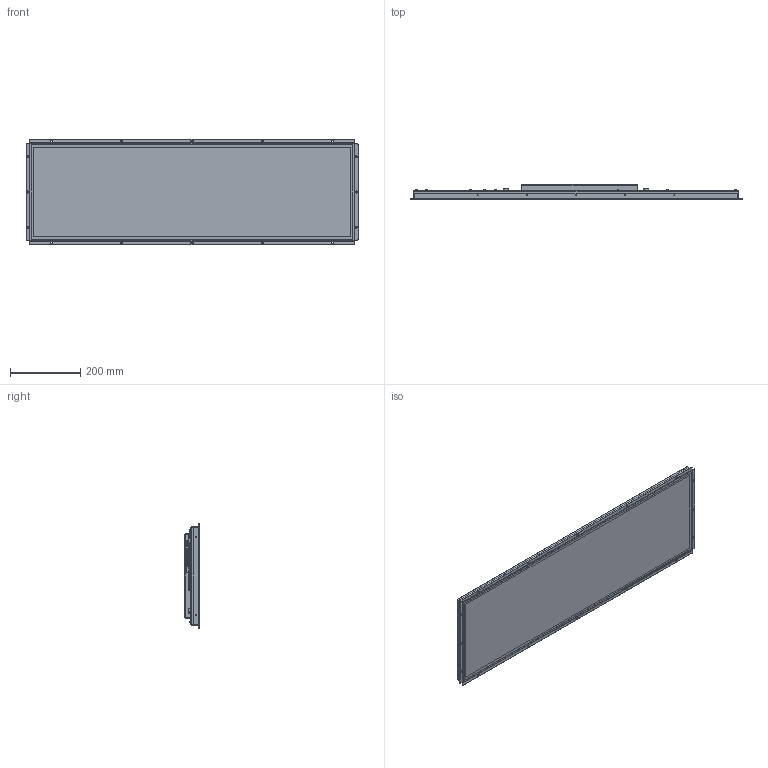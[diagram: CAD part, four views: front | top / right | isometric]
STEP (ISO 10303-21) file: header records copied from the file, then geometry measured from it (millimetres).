
FILE_DESCRIPTION(/* description */ ('fel4B-02A-38,0 Zoll LT-Line'),/* implementation_level */ '2;1');
FILE_NAME(/* name */ '20000173 fel4B-02A-38,0 Zoll LT-Line.stp',/* time_stamp */ '2019-08-20T11:19:41+02:00',/* author */ ('Uwe Kosiol'),/* organization */ (''),/* preprocessor_version */ 'ST-DEVELOPER v17.2',/* originating_system */ 'Autodesk Inventor 2019',/* authorisation */ '');
FILE_SCHEMA (('AUTOMOTIVE_DESIGN { 1 0 10303 214 3 1 1 }'));
Length unit declared in the file: millimetre
Products named in the file (13): 20000173; 00003399; 00003438; ANSI B18.6.7M - M4x0,7 x 5; 00003439; 00003295; 00003435; 00003224; ANSI B18.3.4M - M3 x 0.5 x 12; 40000008; 40000016; ANSI B18.3.4M - M3 x 0.5 x 5; ANSI B18.3.4M - M3 x 0.5 x 6
Assembly tree (36 placements, depth 2):
  20000173
    00003399
    00003438
    ANSI B18.6.7M - M4x0,7 x 5  x8
    00003439
    00003295
    00003435  x4
    00003224  x2
    ANSI B18.3.4M - M3 x 0.5 x 12  x4
    40000016  x4
    40000008  x2
    ANSI B18.3.4M - M3 x 0.5 x 5  x4
    ANSI B18.3.4M - M3 x 0.5 x 6  x4
Bounding box: 946 x 43.65 x 300 mm (x, y, z)
Volume: 5044331.5 mm3; surface area: 1434230.3 mm2
Topology: 44 solids, 44 shells, 1586 faces, 4107 edges, 2707 vertices
Faces by surface type: plane 876, cylinder 299, cone 198, bspline 141, torus 60, sphere 12
Full cylindrical faces by diameter (mm): 0.4 x11, 1.5 x3, 2.459 x28, 3 x20, 3.1 x6, 3.242 x8, 3.45 x4, 4 x8, 4.2 x8, 4.4 x6, 4.917 x4, 5.42 x8, 5.6 x5, 5.62 x4, 5.7 x12, 6 x16, 6.5 x8, 7.5 x5, 8 x8, 14 x4, 15 x4
Entity records: 36659 total; most frequent: CARTESIAN_POINT 8600, ORIENTED_EDGE 5692, DIRECTION 5268, EDGE_CURVE 2846, VERTEX_POINT 1879, LINE 1830, VECTOR 1830, AXIS2_PLACEMENT_3D 1719
